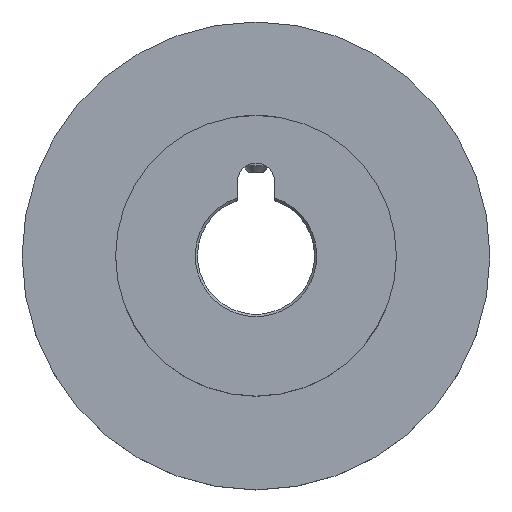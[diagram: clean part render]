
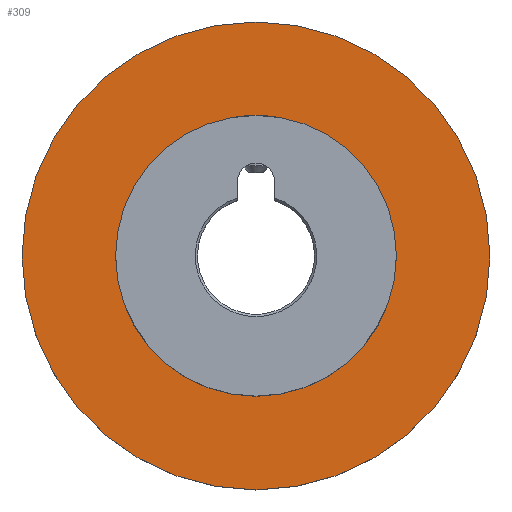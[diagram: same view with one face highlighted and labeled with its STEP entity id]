
A CAD part, top view. The second image highlights one B-rep face of the part: STEP entity #309.
In plain terms, the highlighted planar face has unit normal (0, 0, 1).
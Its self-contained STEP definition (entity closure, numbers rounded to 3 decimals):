
#309 = ADVANCED_FACE( '', ( #456, #457 ), #458, .T. );
#456 = FACE_OUTER_BOUND( '', #668, .T. );
#457 = FACE_BOUND( '', #669, .T. );
#458 = PLANE( '', #670 );
#668 = EDGE_LOOP( '', ( #929 ) );
#669 = EDGE_LOOP( '', ( #930 ) );
#670 = AXIS2_PLACEMENT_3D( '', #931, #932, #933 );
#929 = ORIENTED_EDGE( '', *, *, #1533, .T. );
#930 = ORIENTED_EDGE( '', *, *, #1526, .F. );
#931 = CARTESIAN_POINT( '', ( 0., 0., 18. ) );
#932 = DIRECTION( '', ( 0., 0., 1. ) );
#933 = DIRECTION( '', ( 1., 0., 0. ) );
#1526 = EDGE_CURVE( '', #1747, #1747, #1748, .T. );
#1533 = EDGE_CURVE( '', #1759, #1759, #1760, .T. );
#1747 = VERTEX_POINT( '', #2169 );
#1748 = CIRCLE( '', #2170, 30. );
#1759 = VERTEX_POINT( '', #2244 );
#1760 = CIRCLE( '', #2245, 50. );
#2169 = CARTESIAN_POINT( '', ( 30., 0., 18. ) );
#2170 = AXIS2_PLACEMENT_3D( '', #2726, #2727, #2728 );
#2244 = CARTESIAN_POINT( '', ( 50., 0., 18. ) );
#2245 = AXIS2_PLACEMENT_3D( '', #2740, #2741, #2742 );
#2726 = CARTESIAN_POINT( '', ( 0., 0., 18. ) );
#2727 = DIRECTION( '', ( 0., 0., 1. ) );
#2728 = DIRECTION( '', ( 1., 0., 0. ) );
#2740 = CARTESIAN_POINT( '', ( 0., 0., 18. ) );
#2741 = DIRECTION( '', ( 0., 0., 1. ) );
#2742 = DIRECTION( '', ( 1., 0., 0. ) );
